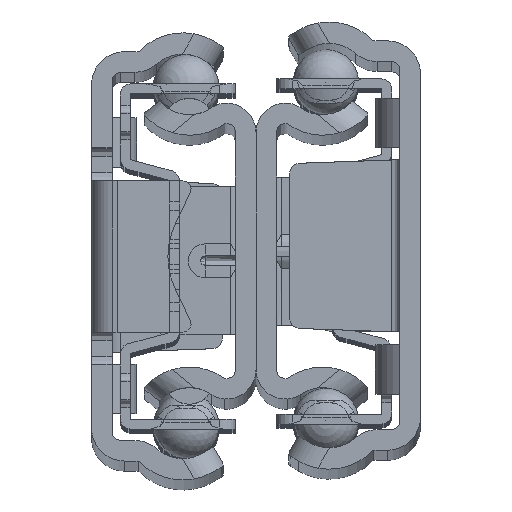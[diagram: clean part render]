
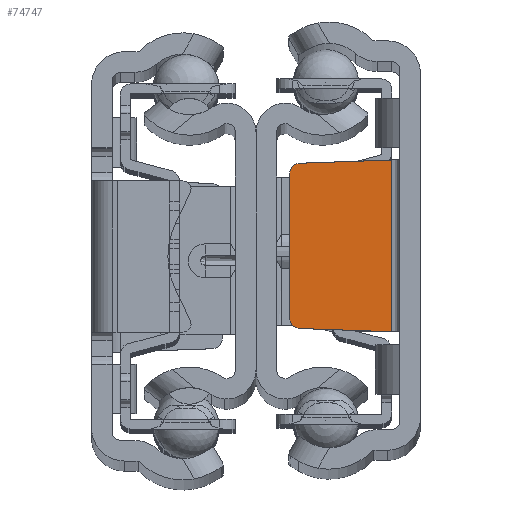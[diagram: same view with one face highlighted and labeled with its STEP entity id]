
A CAD part, top view. The second image highlights one B-rep face of the part: STEP entity #74747.
In plain terms, the highlighted planar face has unit normal (0, 0, 1).
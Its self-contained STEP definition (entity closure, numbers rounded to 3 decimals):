
#8974=PLANE('',#82180);
#12519=FACE_OUTER_BOUND('',#16353,.T.);
#16353=EDGE_LOOP('',(#69528,#69529,#69530,#69531,#69532,#69533));
#21257=LINE('',#142183,#26151);
#21263=LINE('',#142200,#26157);
#21267=LINE('',#142215,#26161);
#21269=LINE('',#142218,#26163);
#26151=VECTOR('',#101614,10.);
#26157=VECTOR('',#101630,10.);
#26161=VECTOR('',#101648,10.);
#26163=VECTOR('',#101652,10.);
#29419=CIRCLE('',#82163,0.6);
#29422=CIRCLE('',#82171,0.6);
#36713=VERTEX_POINT('',#142166);
#36714=VERTEX_POINT('',#142167);
#36720=VERTEX_POINT('',#142181);
#36724=VERTEX_POINT('',#142193);
#36725=VERTEX_POINT('',#142195);
#36726=VERTEX_POINT('',#142199);
#47727=EDGE_CURVE('',#36713,#36714,#29419,.T.);
#47735=EDGE_CURVE('',#36713,#36720,#21257,.T.);
#47741=EDGE_CURVE('',#36724,#36725,#29422,.T.);
#47743=EDGE_CURVE('',#36726,#36725,#21263,.T.);
#47751=EDGE_CURVE('',#36720,#36726,#21267,.T.);
#47753=EDGE_CURVE('',#36724,#36714,#21269,.T.);
#69528=ORIENTED_EDGE('',*,*,#47727,.F.);
#69529=ORIENTED_EDGE('',*,*,#47735,.T.);
#69530=ORIENTED_EDGE('',*,*,#47751,.T.);
#69531=ORIENTED_EDGE('',*,*,#47743,.T.);
#69532=ORIENTED_EDGE('',*,*,#47741,.F.);
#69533=ORIENTED_EDGE('',*,*,#47753,.T.);
#74747=ADVANCED_FACE('',(#12519),#8974,.T.);
#82163=AXIS2_PLACEMENT_3D('',#142168,#101600,#101601);
#82171=AXIS2_PLACEMENT_3D('',#142196,#101625,#101626);
#82180=AXIS2_PLACEMENT_3D('',#142217,#101650,#101651);
#101600=DIRECTION('center_axis',(0.,0.,
-1.));
#101601=DIRECTION('ref_axis',(-0.719,-0.695,0.));
#101614=DIRECTION('',(0.999,-0.035,0.));
#101625=DIRECTION('center_axis',(0.,0.,
-1.));
#101626=DIRECTION('ref_axis',(-0.719,0.695,0.));
#101630=DIRECTION('',(-0.999,-0.035,0.));
#101648=DIRECTION('',(0.,1.,0.));
#101650=DIRECTION('center_axis',(0.,0.,
1.));
#101651=DIRECTION('ref_axis',(1.,0.,0.));
#101652=DIRECTION('',(0.,-1.,0.));
#142166=CARTESIAN_POINT('',(7.079,-5.026,717.15));
#142167=CARTESIAN_POINT('',(6.5,-4.427,717.15));
#142168=CARTESIAN_POINT('Origin',(7.1,-4.427,717.15));
#142181=CARTESIAN_POINT('',(12.7,-5.223,717.15));
#142183=CARTESIAN_POINT('',(8.373,-5.071,717.15));
#142193=CARTESIAN_POINT('',(6.5,4.427,717.15));
#142195=CARTESIAN_POINT('',(7.079,5.026,717.15));
#142196=CARTESIAN_POINT('Origin',(7.1,4.427,717.15));
#142199=CARTESIAN_POINT('',(12.7,5.223,717.15));
#142200=CARTESIAN_POINT('',(11.723,5.188,717.15));
#142215=CARTESIAN_POINT('',(12.7,0.,717.15));
#142217=CARTESIAN_POINT('Origin',(10.425,0.,717.15));
#142218=CARTESIAN_POINT('',(6.5,5.24,717.15));
